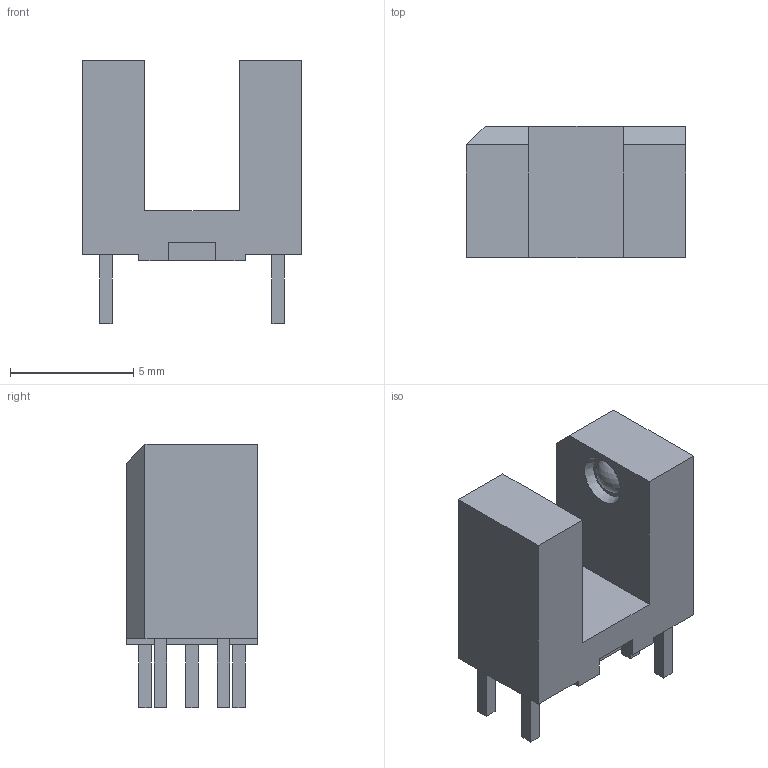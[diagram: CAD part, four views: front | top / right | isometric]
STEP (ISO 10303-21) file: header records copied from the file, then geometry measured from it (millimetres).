
FILE_DESCRIPTION(/* description */ ('UTIL PHOTOSWITCH'),/* implementation_level */ '2;1');
FILE_NAME(/* name */ 'PHOTOSWITCH.step',/* time_stamp */ '2023-11-25T07:04:53+10:00',/* author */ (''),/* organization */ (''),/* preprocessor_version */ 'ST-DEVELOPER v20',/* originating_system */ 'Autodesk Translation Framework v12.14.0.127',/* authorisation */ '');
FILE_SCHEMA (('AUTOMOTIVE_DESIGN { 1 0 10303 214 3 1 1 }'));
Length unit declared in the file: inch
Products named in the file (1): OHC0007-100
Bounding box: 8.89 x 5.33 x 10.67 mm (x, y, z)
Volume: 252 mm3; surface area: 369.6 mm2
Topology: 1 solids, 1 shells, 65 faces, 160 edges, 107 vertices
Faces by surface type: plane 57, cylinder 4, sphere 2, cone 2
Entity records: 2010 total; most frequent: CARTESIAN_POINT 333, ORIENTED_EDGE 320, DIRECTION 306, EDGE_CURVE 160, LINE 146, VECTOR 146, VERTEX_POINT 107, AXIS2_PLACEMENT_3D 80
